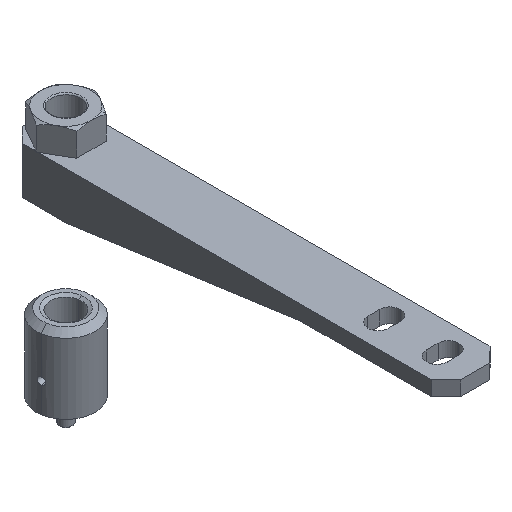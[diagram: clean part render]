
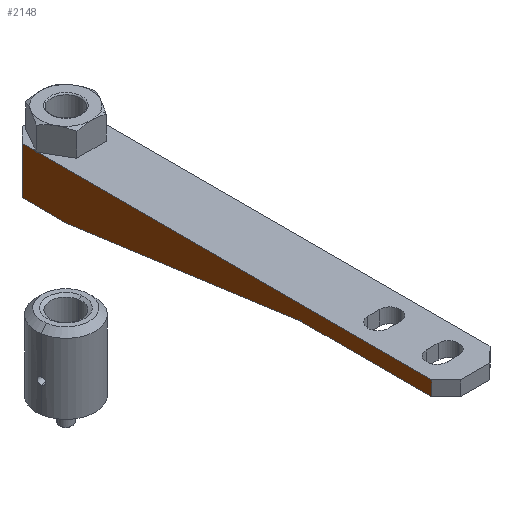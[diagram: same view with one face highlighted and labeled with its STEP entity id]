
A CAD part, isometric view. The second image highlights one B-rep face of the part: STEP entity #2148.
In plain terms, the highlighted planar face has unit normal (-1, 0, 0).
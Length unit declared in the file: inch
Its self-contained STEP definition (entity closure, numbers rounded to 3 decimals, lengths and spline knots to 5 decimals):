
#252 = EDGE_CURVE ( 'NONE', #2570, #2595, #2759, .T. ) ;
#276 = EDGE_CURVE ( 'NONE', #2570, #2490, #2794, .T. ) ;
#290 = EDGE_CURVE ( 'NONE', #2581, #2595, #2816, .T. ) ;
#291 = EDGE_CURVE ( 'NONE', #2581, #2598, #2818, .T. ) ;
#292 = EDGE_CURVE ( 'NONE', #2597, #2598, #2820, .T. ) ;
#293 = EDGE_CURVE ( 'NONE', #2597, #2489, #2822, .T. ) ;
#294 = EDGE_CURVE ( 'NONE', #2489, #2490, #2824, .T. ) ;
#752 = CARTESIAN_POINT ( 'NONE',  ( 0., 0.125, -0.125 ) ) ;
#760 = CARTESIAN_POINT ( 'NONE',  ( 0., 1.24145, -0.125 ) ) ;
#761 = CARTESIAN_POINT ( 'NONE',  ( 0., 0.125, 0. ) ) ;
#763 = CARTESIAN_POINT ( 'NONE',  ( 0., 3.625, 0. ) ) ;
#831 = CARTESIAN_POINT ( 'NONE',  ( 0., 1.25847, -0.12617 ) ) ;
#903 = CARTESIAN_POINT ( 'NONE',  ( 0., 3.25, -0.4 ) ) ;
#910 = CARTESIAN_POINT ( 'NONE',  ( 0., 3.625, -0.4 ) ) ;
#1032 = CARTESIAN_POINT ( 'NONE',  ( 0., 1.24145, -0.25 ) ) ;
#1038 = DIRECTION ( 'NONE',  ( 1., 0., 0. ) ) ;
#1053 = DIRECTION ( 'NONE',  ( 0., 0., 1. ) ) ;
#1086 = DIRECTION ( 'NONE',  ( 0., 0.991, -0.136 ) ) ;
#1092 = CARTESIAN_POINT ( 'NONE',  ( 0., 1.25, -0.125 ) ) ;
#1975 = ORIENTED_EDGE ( 'NONE', *, *, #290, .F. ) ;
#2021 = ORIENTED_EDGE ( 'NONE', *, *, #292, .F. ) ;
#2022 = ORIENTED_EDGE ( 'NONE', *, *, #293, .T. ) ;
#2058 = ORIENTED_EDGE ( 'NONE', *, *, #276, .F. ) ;
#2059 = ORIENTED_EDGE ( 'NONE', *, *, #252, .T. ) ;
#2060 = ORIENTED_EDGE ( 'NONE', *, *, #294, .T. ) ;
#2098 = ORIENTED_EDGE ( 'NONE', *, *, #291, .T. ) ;
#2101 = EDGE_LOOP ( 'NONE', ( #1975, #2098, #2021, #2022, #2060, #2058, #2059 ) ) ;
#2148 = ADVANCED_FACE ( 'NONE', ( #2875 ), #2922, .T. ) ;
#2489 = VERTEX_POINT ( 'NONE', #910 ) ;
#2490 = VERTEX_POINT ( 'NONE', #903 ) ;
#2570 = VERTEX_POINT ( 'NONE', #831 ) ;
#2581 = VERTEX_POINT ( 'NONE', #752 ) ;
#2595 = VERTEX_POINT ( 'NONE', #760 ) ;
#2597 = VERTEX_POINT ( 'NONE', #763 ) ;
#2598 = VERTEX_POINT ( 'NONE', #761 ) ;
#2759 = CIRCLE ( 'NONE', #3267, 0.125 ) ;
#2794 = LINE ( 'NONE', #1092, #2797 ) ;
#2797 = VECTOR ( 'NONE', #1086, 39.37008 ) ;
#2816 = LINE ( 'NONE', #3019, #2819 ) ;
#2818 = LINE ( 'NONE', #3017, #2821 ) ;
#2819 = VECTOR ( 'NONE', #3018, 39.37008 ) ;
#2820 = LINE ( 'NONE', #3015, #2823 ) ;
#2821 = VECTOR ( 'NONE', #3016, 39.37008 ) ;
#2822 = LINE ( 'NONE', #3013, #2825 ) ;
#2823 = VECTOR ( 'NONE', #3014, 39.37008 ) ;
#2824 = LINE ( 'NONE', #3011, #2827 ) ;
#2825 = VECTOR ( 'NONE', #3012, 39.37008 ) ;
#2827 = VECTOR ( 'NONE', #3010, 39.37008 ) ;
#2875 = FACE_OUTER_BOUND ( 'NONE', #2101, .T. ) ;
#2922 = PLANE ( 'NONE',  #3333 ) ;
#2933 = CARTESIAN_POINT ( 'NONE',  ( 0., 0., -0.4 ) ) ;
#3010 = DIRECTION ( 'NONE',  ( 0., -1., 0. ) ) ;
#3011 = CARTESIAN_POINT ( 'NONE',  ( 0., 0., -0.4 ) ) ;
#3012 = DIRECTION ( 'NONE',  ( 0., 0., -1. ) ) ;
#3013 = CARTESIAN_POINT ( 'NONE',  ( 0., 3.625, -0.4 ) ) ;
#3014 = DIRECTION ( 'NONE',  ( 0., -1., 0. ) ) ;
#3015 = CARTESIAN_POINT ( 'NONE',  ( 0., 0., 0. ) ) ;
#3016 = DIRECTION ( 'NONE',  ( 0., 0., 1. ) ) ;
#3017 = CARTESIAN_POINT ( 'NONE',  ( 0., 0.125, -0.4 ) ) ;
#3018 = DIRECTION ( 'NONE',  ( 0., 1., 0. ) ) ;
#3019 = CARTESIAN_POINT ( 'NONE',  ( 0., 0., -0.125 ) ) ;
#3053 = DIRECTION ( 'NONE',  ( 0., 0., 1. ) ) ;
#3063 = DIRECTION ( 'NONE',  ( -1., 0., 0. ) ) ;
#3267 = AXIS2_PLACEMENT_3D ( 'NONE', #1032, #1038, #1053 ) ;
#3333 = AXIS2_PLACEMENT_3D ( 'NONE', #2933, #3063, #3053 ) ;
